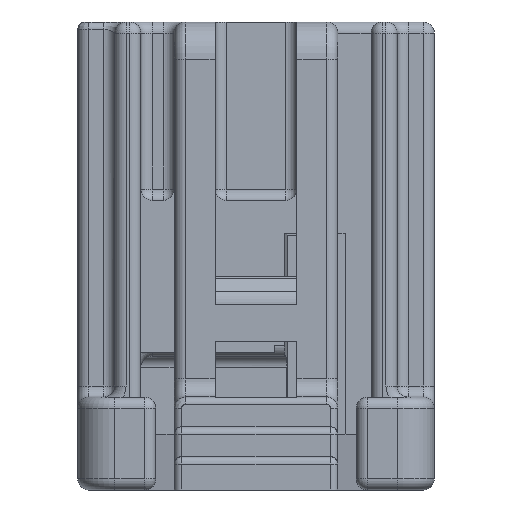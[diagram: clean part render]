
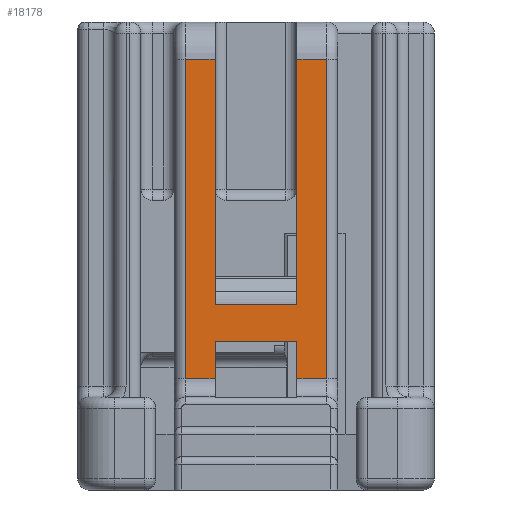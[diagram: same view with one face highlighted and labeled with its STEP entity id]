
A CAD part, front view. The second image highlights one B-rep face of the part: STEP entity #18178.
In plain terms, the highlighted planar face has unit normal (0, -1, 0).
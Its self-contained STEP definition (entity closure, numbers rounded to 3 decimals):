
#287=DIRECTION('',(0.,0.,-1.));
#288=VECTOR('',#287,1.);
#289=CARTESIAN_POINT('',(1.1,-8.2,-8.6));
#290=LINE('',#289,#288);
#1724=DIRECTION('',(1.,0.,0.));
#1725=VECTOR('',#1724,0.8);
#1726=CARTESIAN_POINT('',(1.1,-8.2,-9.6));
#1727=LINE('',#1726,#1725);
#1728=DIRECTION('',(0.,0.,1.));
#1729=VECTOR('',#1728,6.607);
#1730=CARTESIAN_POINT('',(1.1,-8.2,-7.607));
#1731=LINE('',#1730,#1729);
#1732=DIRECTION('',(0.,0.,-1.));
#1733=VECTOR('',#1732,1.);
#1734=CARTESIAN_POINT('',(-1.1,-8.2,-8.6));
#1735=LINE('',#1734,#1733);
#1736=DIRECTION('',(0.,0.,-1.));
#1737=VECTOR('',#1736,6.607);
#1738=CARTESIAN_POINT('',(-1.1,-8.2,-1.));
#1739=LINE('',#1738,#1737);
#1740=DIRECTION('',(-1.,0.,0.));
#1741=VECTOR('',#1740,2.2);
#1742=CARTESIAN_POINT('',(1.1,-8.2,-7.607));
#1743=LINE('',#1742,#1741);
#2458=DIRECTION('',(0.,0.,1.));
#2459=VECTOR('',#2458,8.6);
#2460=CARTESIAN_POINT('',(1.9,-8.2,-9.6));
#2461=LINE('',#2460,#2459);
#2669=DIRECTION('',(0.,0.,-1.));
#2670=VECTOR('',#2669,8.6);
#2671=CARTESIAN_POINT('',(-1.9,-8.2,-1.));
#2672=LINE('',#2671,#2670);
#5174=DIRECTION('',(-1.,0.,0.));
#5175=VECTOR('',#5174,0.8);
#5176=CARTESIAN_POINT('',(-1.1,-8.2,-1.));
#5177=LINE('',#5176,#5175);
#5182=DIRECTION('',(1.,0.,0.));
#5183=VECTOR('',#5182,0.8);
#5184=CARTESIAN_POINT('',(-1.9,-8.2,-9.6));
#5185=LINE('',#5184,#5183);
#5274=DIRECTION('',(-1.,0.,0.));
#5275=VECTOR('',#5274,0.8);
#5276=CARTESIAN_POINT('',(1.9,-8.2,-1.));
#5277=LINE('',#5276,#5275);
#8120=DIRECTION('',(1.,0.,0.));
#8121=VECTOR('',#8120,2.2);
#8122=CARTESIAN_POINT('',(-1.1,-8.2,-8.6));
#8123=LINE('',#8122,#8121);
#14001=CARTESIAN_POINT('',(-1.1,-8.2,-9.6));
#14002=VERTEX_POINT('',#14001);
#14003=CARTESIAN_POINT('',(-1.1,-8.2,-8.6));
#14004=VERTEX_POINT('',#14003);
#14015=CARTESIAN_POINT('',(-1.1,-8.2,-7.607));
#14016=VERTEX_POINT('',#14015);
#14017=CARTESIAN_POINT('',(-1.1,-8.2,-1.));
#14018=VERTEX_POINT('',#14017);
#14025=CARTESIAN_POINT('',(1.1,-8.2,-1.));
#14026=VERTEX_POINT('',#14025);
#14027=CARTESIAN_POINT('',(1.1,-8.2,-7.607));
#14028=VERTEX_POINT('',#14027);
#14039=CARTESIAN_POINT('',(1.1,-8.2,-8.6));
#14040=VERTEX_POINT('',#14039);
#14041=CARTESIAN_POINT('',(1.1,-8.2,-9.6));
#14042=VERTEX_POINT('',#14041);
#14063=CARTESIAN_POINT('',(-1.9,-8.2,-1.));
#14064=VERTEX_POINT('',#14063);
#14065=CARTESIAN_POINT('',(1.9,-8.2,-1.));
#14066=VERTEX_POINT('',#14065);
#14129=CARTESIAN_POINT('',(1.9,-8.2,-9.6));
#14130=VERTEX_POINT('',#14129);
#14131=CARTESIAN_POINT('',(-1.9,-8.2,-9.6));
#14132=VERTEX_POINT('',#14131);
#18150=CARTESIAN_POINT('',(-2.2,-8.2,-12.6));
#18151=DIRECTION('',(0.,1.,0.));
#18152=DIRECTION('',(0.,0.,1.));
#18153=AXIS2_PLACEMENT_3D('',#18150,#18151,#18152);
#18154=PLANE('',#18153);
#18156=ORIENTED_EDGE('',*,*,#18155,.F.);
#18157=ORIENTED_EDGE('',*,*,#15986,.T.);
#18159=ORIENTED_EDGE('',*,*,#18158,.F.);
#18161=ORIENTED_EDGE('',*,*,#18160,.F.);
#18162=ORIENTED_EDGE('',*,*,#18143,.F.);
#18163=ORIENTED_EDGE('',*,*,#16000,.F.);
#18165=ORIENTED_EDGE('',*,*,#18164,.F.);
#18167=ORIENTED_EDGE('',*,*,#18166,.T.);
#18169=ORIENTED_EDGE('',*,*,#18168,.F.);
#18171=ORIENTED_EDGE('',*,*,#18170,.F.);
#18173=ORIENTED_EDGE('',*,*,#18172,.F.);
#18175=ORIENTED_EDGE('',*,*,#18174,.T.);
#18176=EDGE_LOOP('',(#18156,#18157,#18159,#18161,#18162,#18163,#18165,#18167,
#18169,#18171,#18173,#18175));
#18177=FACE_OUTER_BOUND('',#18176,.F.);
#18178=ADVANCED_FACE('',(#18177),#18154,.F.);
#15986=EDGE_CURVE('',#14028,#14026,#1731,.T.);
#16000=EDGE_CURVE('',#14040,#14042,#290,.T.);
#18143=EDGE_CURVE('',#14042,#14130,#1727,.T.);
#18155=EDGE_CURVE('',#14028,#14016,#1743,.T.);
#18158=EDGE_CURVE('',#14066,#14026,#5277,.T.);
#18160=EDGE_CURVE('',#14130,#14066,#2461,.T.);
#18164=EDGE_CURVE('',#14004,#14040,#8123,.T.);
#18166=EDGE_CURVE('',#14004,#14002,#1735,.T.);
#18168=EDGE_CURVE('',#14132,#14002,#5185,.T.);
#18170=EDGE_CURVE('',#14064,#14132,#2672,.T.);
#18172=EDGE_CURVE('',#14018,#14064,#5177,.T.);
#18174=EDGE_CURVE('',#14018,#14016,#1739,.T.);
